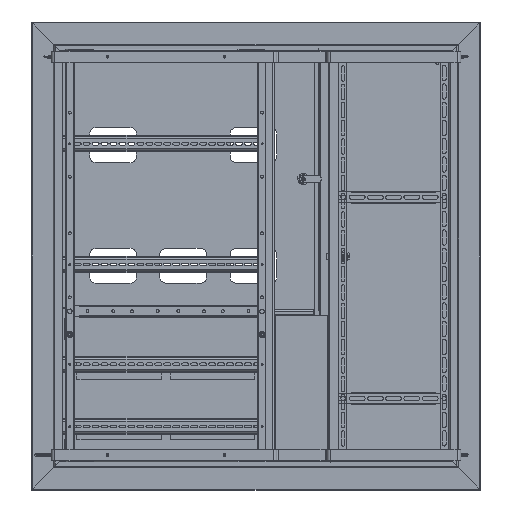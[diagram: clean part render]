
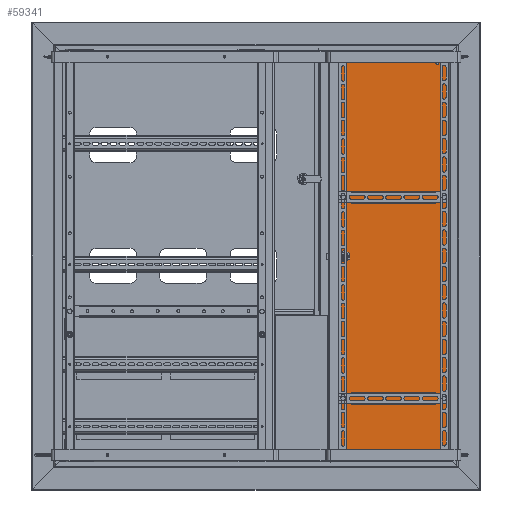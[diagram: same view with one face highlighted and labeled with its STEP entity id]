
A CAD part, left-side view. The second image highlights one B-rep face of the part: STEP entity #59341.
In plain terms, the highlighted face is planar.
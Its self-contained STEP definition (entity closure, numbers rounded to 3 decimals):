
#1173 = EDGE_CURVE ( 'NONE', #61490, #39209, #47835, .T. ) ;
#1858 = VERTEX_POINT ( 'NONE', #10164 ) ;
#2323 = EDGE_CURVE ( 'NONE', #39209, #54200, #35271, .T. ) ;
#2368 = CARTESIAN_POINT ( 'NONE',  ( 132.2, 892.7, -1. ) ) ;
#3198 = CARTESIAN_POINT ( 'NONE',  ( -104.5, 447.5, -1. ) ) ;
#3313 = EDGE_CURVE ( 'NONE', #54200, #36525, #36407, .T. ) ;
#3570 = CIRCLE ( 'NONE', #34260, 0.5 ) ;
#4499 = FACE_OUTER_BOUND ( 'NONE', #39094, .T. ) ;
#4689 = VERTEX_POINT ( 'NONE', #57928 ) ;
#4821 = CARTESIAN_POINT ( 'NONE',  ( 94.5, 35., -1. ) ) ;
#8000 = CARTESIAN_POINT ( 'NONE',  ( 94., 35., -1. ) ) ;
#10164 = CARTESIAN_POINT ( 'NONE',  ( -113., 443.851, -1. ) ) ;
#12722 = LINE ( 'NONE', #23307, #58683 ) ;
#12725 = ORIENTED_EDGE ( 'NONE', *, *, #15272, .T. ) ;
#15074 = DIRECTION ( 'NONE',  ( -1., 0., 0. ) ) ;
#15084 = FACE_BOUND ( 'NONE', #35841, .T. ) ;
#15272 = EDGE_CURVE ( 'NONE', #45156, #1858, #46598, .T. ) ;
#15423 = FACE_BOUND ( 'NONE', #63571, .T. ) ;
#15514 = CARTESIAN_POINT ( 'NONE',  ( 95., 35., -1. ) ) ;
#16158 = ORIENTED_EDGE ( 'NONE', *, *, #1173, .F. ) ;
#16197 = DIRECTION ( 'NONE',  ( -1., 0., 0. ) ) ;
#16672 = AXIS2_PLACEMENT_3D ( 'NONE', #55832, #19720, #39945 ) ;
#18393 = CARTESIAN_POINT ( 'NONE',  ( 132.2, 2.3, -1. ) ) ;
#18546 = DIRECTION ( 'NONE',  ( -1., 0., 0. ) ) ;
#18831 = VERTEX_POINT ( 'NONE', #54450 ) ;
#19720 = DIRECTION ( 'NONE',  ( 0., 0., 1. ) ) ;
#19836 = VECTOR ( 'NONE', #47202, 1000. ) ;
#20032 = DIRECTION ( 'NONE',  ( 0., 1., 0. ) ) ;
#20960 = EDGE_CURVE ( 'NONE', #50650, #24902, #64320, .T. ) ;
#21003 = CARTESIAN_POINT ( 'NONE',  ( 132.2, 2.3, -1. ) ) ;
#21928 = ORIENTED_EDGE ( 'NONE', *, *, #42829, .F. ) ;
#22496 = EDGE_CURVE ( 'NONE', #1858, #4689, #41636, .T. ) ;
#23307 = CARTESIAN_POINT ( 'NONE',  ( -96., 451.149, -1. ) ) ;
#24902 = VERTEX_POINT ( 'NONE', #15514 ) ;
#25004 = DIRECTION ( 'NONE',  ( 0., 0., -1. ) ) ;
#26966 = CARTESIAN_POINT ( 'NONE',  ( -113., 451.149, -1. ) ) ;
#27352 = DIRECTION ( 'NONE',  ( 0., -1., 0. ) ) ;
#27457 = LINE ( 'NONE', #47660, #42176 ) ;
#28819 = EDGE_CURVE ( 'NONE', #4689, #18831, #12722, .T. ) ;
#29494 = ORIENTED_EDGE ( 'NONE', *, *, #3313, .F. ) ;
#32114 = AXIS2_PLACEMENT_3D ( 'NONE', #65282, #40124, #49064 ) ;
#32388 = EDGE_CURVE ( 'NONE', #18831, #45156, #35997, .T. ) ;
#34260 = AXIS2_PLACEMENT_3D ( 'NONE', #4821, #25004, #15074 ) ;
#34787 = DIRECTION ( 'NONE',  ( 0., 0., -1. ) ) ;
#35253 = VECTOR ( 'NONE', #16197, 1000. ) ;
#35271 = LINE ( 'NONE', #21003, #61994 ) ;
#35305 = PLANE ( 'NONE',  #16672 ) ;
#35841 = EDGE_LOOP ( 'NONE', ( #46704, #40269 ) ) ;
#35997 = CIRCLE ( 'NONE', #49744, 9.25 ) ;
#36407 = LINE ( 'NONE', #61570, #35253 ) ;
#36525 = VERTEX_POINT ( 'NONE', #45447 ) ;
#36618 = CARTESIAN_POINT ( 'NONE',  ( -132.2, 2.3, -1. ) ) ;
#37303 = CARTESIAN_POINT ( 'NONE',  ( -113., 451.149, -1. ) ) ;
#39094 = EDGE_LOOP ( 'NONE', ( #48578, #16158, #21928, #29494 ) ) ;
#39209 = VERTEX_POINT ( 'NONE', #18393 ) ;
#39401 = CARTESIAN_POINT ( 'NONE',  ( 94.5, 35., -1. ) ) ;
#39945 = DIRECTION ( 'NONE',  ( 1., 0., 0. ) ) ;
#40124 = DIRECTION ( 'NONE',  ( 0., 0., 1. ) ) ;
#40183 = DIRECTION ( 'NONE',  ( 0., -1., 0. ) ) ;
#40269 = ORIENTED_EDGE ( 'NONE', *, *, #43724, .F. ) ;
#41636 = CIRCLE ( 'NONE', #32114, 9.25 ) ;
#42042 = VECTOR ( 'NONE', #27352, 1000. ) ;
#42176 = VECTOR ( 'NONE', #40183, 1000. ) ;
#42829 = EDGE_CURVE ( 'NONE', #36525, #61490, #27457, .T. ) ;
#43266 = DIRECTION ( 'NONE',  ( 0., 0., 1. ) ) ;
#43533 = DIRECTION ( 'NONE',  ( 0., 1., 0. ) ) ;
#43724 = EDGE_CURVE ( 'NONE', #24902, #50650, #3570, .T. ) ;
#45156 = VERTEX_POINT ( 'NONE', #26966 ) ;
#45447 = CARTESIAN_POINT ( 'NONE',  ( -132.2, 892.7, -1. ) ) ;
#46273 = CARTESIAN_POINT ( 'NONE',  ( -132.2, 2.3, -1. ) ) ;
#46598 = LINE ( 'NONE', #37303, #42042 ) ;
#46704 = ORIENTED_EDGE ( 'NONE', *, *, #20960, .F. ) ;
#47202 = DIRECTION ( 'NONE',  ( 1., 0., 0. ) ) ;
#47660 = CARTESIAN_POINT ( 'NONE',  ( -132.2, 895., -1. ) ) ;
#47835 = LINE ( 'NONE', #36618, #19836 ) ;
#48578 = ORIENTED_EDGE ( 'NONE', *, *, #2323, .F. ) ;
#49064 = DIRECTION ( 'NONE',  ( 1., 0., 0. ) ) ;
#49744 = AXIS2_PLACEMENT_3D ( 'NONE', #3198, #43266, #63099 ) ;
#50650 = VERTEX_POINT ( 'NONE', #8000 ) ;
#51590 = ORIENTED_EDGE ( 'NONE', *, *, #28819, .T. ) ;
#54200 = VERTEX_POINT ( 'NONE', #2368 ) ;
#54450 = CARTESIAN_POINT ( 'NONE',  ( -96., 451.149, -1. ) ) ;
#55832 = CARTESIAN_POINT ( 'NONE',  ( 0., 0., -1. ) ) ;
#57928 = CARTESIAN_POINT ( 'NONE',  ( -96., 443.851, -1. ) ) ;
#58683 = VECTOR ( 'NONE', #43533, 1000. ) ;
#59033 = AXIS2_PLACEMENT_3D ( 'NONE', #39401, #34787, #18546 ) ;
#59173 = ORIENTED_EDGE ( 'NONE', *, *, #22496, .T. ) ;
#59341 = ADVANCED_FACE ( 'NONE', ( #15084, #15423, #4499 ), #35305, .F. ) ;
#60213 = ORIENTED_EDGE ( 'NONE', *, *, #32388, .T. ) ;
#61490 = VERTEX_POINT ( 'NONE', #46273 ) ;
#61570 = CARTESIAN_POINT ( 'NONE',  ( 134.5, 892.7, -1. ) ) ;
#61994 = VECTOR ( 'NONE', #20032, 1000. ) ;
#63099 = DIRECTION ( 'NONE',  ( 1., 0., 0. ) ) ;
#63571 = EDGE_LOOP ( 'NONE', ( #12725, #59173, #51590, #60213 ) ) ;
#64320 = CIRCLE ( 'NONE', #59033, 0.5 ) ;
#65282 = CARTESIAN_POINT ( 'NONE',  ( -104.5, 447.5, -1. ) ) ;
